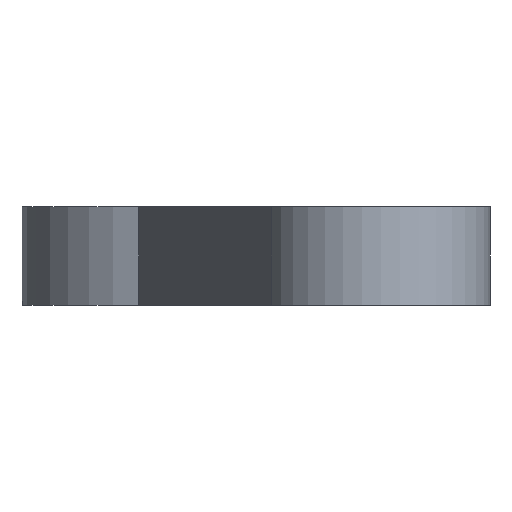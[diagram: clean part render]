
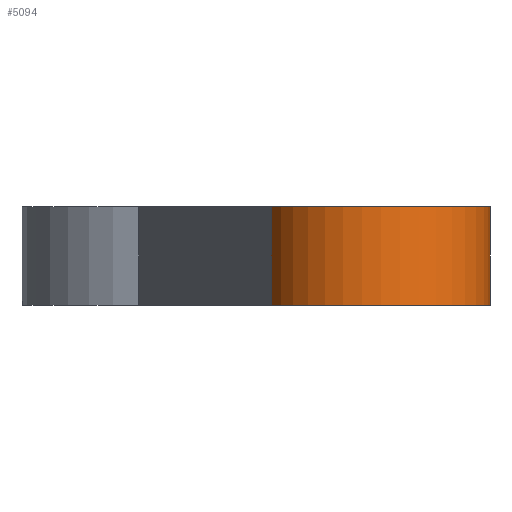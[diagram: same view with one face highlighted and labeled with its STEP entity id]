
A CAD part, left-side view. The second image highlights one B-rep face of the part: STEP entity #5094.
In plain terms, the highlighted cylindrical face has radius 35 mm (diameter 70 mm), a partial arc.
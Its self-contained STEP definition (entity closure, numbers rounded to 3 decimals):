
#23=CARTESIAN_POINT('',(-120.,-58.,-15.));
#24=DIRECTION('',(0.,0.,1.));
#25=DIRECTION('',(-0.423,0.906,0.));
#26=AXIS2_PLACEMENT_3D('',#23,#24,#25);
#118=DIRECTION('',(0.,0.,1.));
#119=VECTOR('',#118,30.);
#120=CARTESIAN_POINT('',(-113.922,-92.468,-15.));
#121=LINE('',#120,#119);
#185=CARTESIAN_POINT('',(-120.,-58.,15.));
#186=DIRECTION('',(0.,0.,1.));
#187=DIRECTION('',(-0.423,0.906,0.));
#188=AXIS2_PLACEMENT_3D('',#185,#186,#187);
#1204=DIRECTION('',(0.,0.,1.));
#1205=VECTOR('',#1204,30.);
#1206=CARTESIAN_POINT('',(-134.792,-26.279,-15.));
#1207=LINE('',#1206,#1205);
#3165=CARTESIAN_POINT('',(-134.792,-26.279,-15.));
#3167=VERTEX_POINT('',#3165);
#3168=CARTESIAN_POINT('',(-113.922,-92.468,-15.));
#3169=VERTEX_POINT('',#3168);
#3171=CARTESIAN_POINT('',(-134.792,-26.279,15.));
#3173=VERTEX_POINT('',#3171);
#3174=CARTESIAN_POINT('',(-113.922,-92.468,15.));
#3175=VERTEX_POINT('',#3174);
#5083=CARTESIAN_POINT('',(-120.,-58.,-15.));
#5084=DIRECTION('',(0.,0.,1.));
#5085=DIRECTION('',(1.,0.,0.));
#5086=AXIS2_PLACEMENT_3D('',#5083,#5084,#5085);
#5087=CYLINDRICAL_SURFACE('',#5086,35.);
#5088=ORIENTED_EDGE('',*,*,#4213,.F.);
#5089=ORIENTED_EDGE('',*,*,#5078,.T.);
#5090=ORIENTED_EDGE('',*,*,#4326,.T.);
#5091=ORIENTED_EDGE('',*,*,#4292,.F.);
#5092=EDGE_LOOP('',(#5088,#5089,#5090,#5091));
#5093=FACE_OUTER_BOUND('',#5092,.F.);
#5094=ADVANCED_FACE('',(#5093),#5087,.T.);
#27=CIRCLE('',#26,35.);
#189=CIRCLE('',#188,35.);
#4213=EDGE_CURVE('',#3167,#3169,#27,.T.);
#4292=EDGE_CURVE('',#3169,#3175,#121,.T.);
#4326=EDGE_CURVE('',#3173,#3175,#189,.T.);
#5078=EDGE_CURVE('',#3167,#3173,#1207,.T.);
